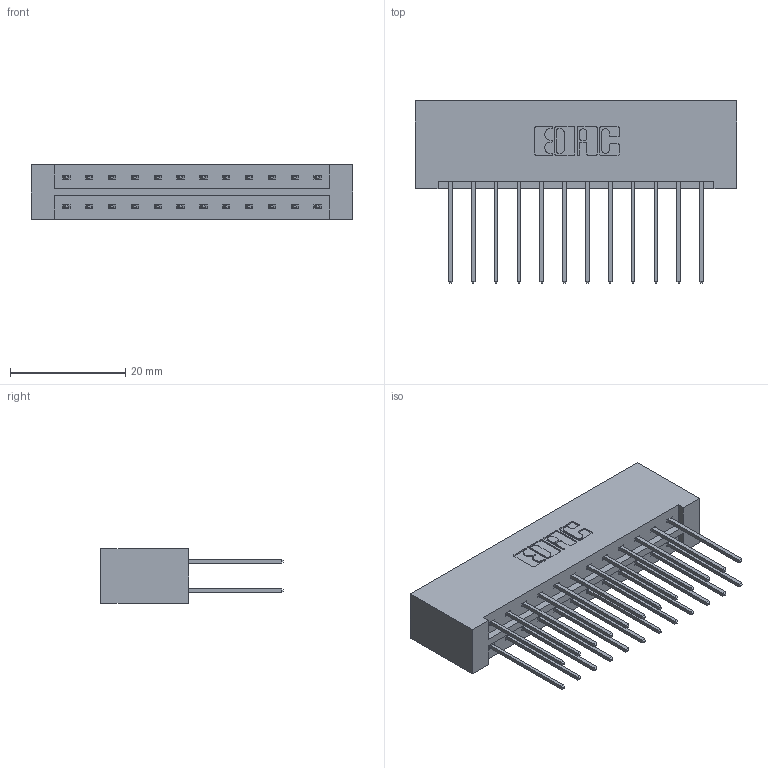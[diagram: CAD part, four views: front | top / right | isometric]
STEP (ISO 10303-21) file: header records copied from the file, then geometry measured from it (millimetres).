
FILE_DESCRIPTION (( 'STEP AP203' ), '1' );
FILE_NAME ('833-024-542-201.STEP', '2020-06-01T21:35:44', ( '' ), ( '' ), 'SwSTEP 2.0', 'SolidWorks 2020', '' );
FILE_SCHEMA (( 'CONFIG_CONTROL_DESIGN' ));
Length unit declared in the file: inch
Products named in the file (3): 833 Part_Lugless; 833-024-542-201; 345-292-001_345-293-142
Assembly tree (25 placements, depth 2):
  833-024-542-201
    833 Part_Lugless
    345-292-001_345-293-142  x24
Bounding box: 55.8 x 31.63 x 9.4 mm (x, y, z)
Volume: 6160.8 mm3; surface area: 7539.2 mm2
Topology: 25 solids, 25 shells, 1354 faces, 4007 edges, 2638 vertices
Faces by surface type: plane 930, cylinder 424
Entity records: 11341 total; most frequent: CARTESIAN_POINT 1914, ORIENTED_EDGE 1850, DIRECTION 1681, EDGE_CURVE 925, VECTOR 805, LINE 805, VERTEX_POINT 614, AXIS2_PLACEMENT_3D 438
